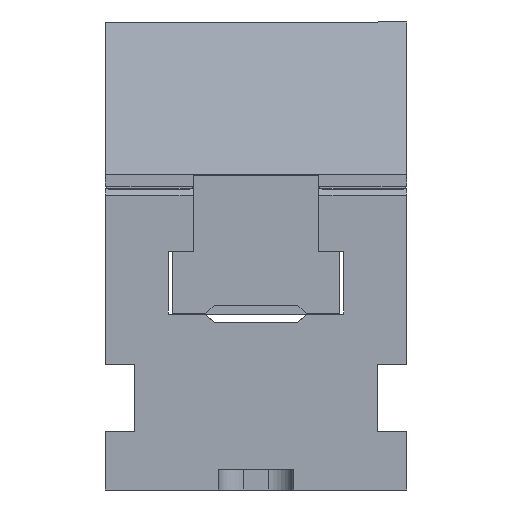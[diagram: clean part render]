
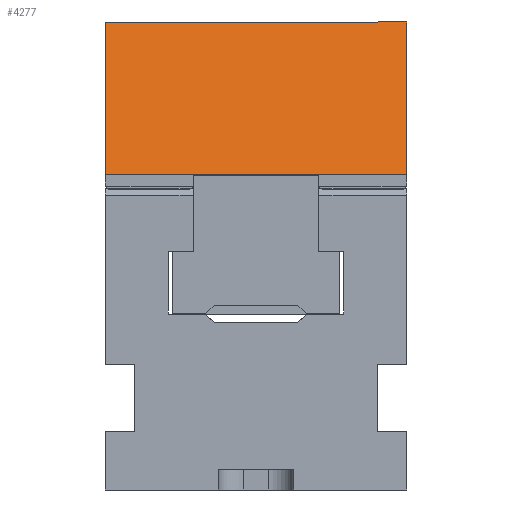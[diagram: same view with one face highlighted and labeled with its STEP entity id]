
A CAD part, front view. The second image highlights one B-rep face of the part: STEP entity #4277.
In plain terms, the highlighted face is planar.
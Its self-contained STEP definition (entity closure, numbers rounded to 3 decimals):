
#4277 = ADVANCED_FACE( '', ( #9936 ), #9937, .T. );
#9936 = FACE_OUTER_BOUND( '', #17176, .T. );
#9937 = PLANE( '', #17177 );
#17176 = EDGE_LOOP( '', ( #29440, #29441, #29442, #29443 ) );
#17177 = AXIS2_PLACEMENT_3D( '', #29444, #29445, #29446 );
#29440 = ORIENTED_EDGE( '', *, *, #48535, .F. );
#29441 = ORIENTED_EDGE( '', *, *, #48536, .F. );
#29442 = ORIENTED_EDGE( '', *, *, #48537, .T. );
#29443 = ORIENTED_EDGE( '', *, *, #48538, .T. );
#29444 = CARTESIAN_POINT( '', ( 36., 27.25, 40. ) );
#29445 = DIRECTION( '', ( 0., 0.966, 0.259 ) );
#29446 = DIRECTION( '', ( 0., -0.259, 0.966 ) );
#48535 = EDGE_CURVE( '', #60453, #60454, #60455, .T. );
#48536 = EDGE_CURVE( '', #60456, #60453, #60457, .T. );
#48537 = EDGE_CURVE( '', #60456, #60458, #60459, .T. );
#48538 = EDGE_CURVE( '', #60458, #60454, #60460, .T. );
#60453 = VERTEX_POINT( '', #77223 );
#60454 = VERTEX_POINT( '', #77224 );
#60455 = LINE( '', #77225, #77226 );
#60456 = VERTEX_POINT( '', #77227 );
#60457 = LINE( '', #77228, #77229 );
#60458 = VERTEX_POINT( '', #77230 );
#60459 = LINE( '', #77231, #77232 );
#60460 = LINE( '', #77233, #77234 );
#77223 = CARTESIAN_POINT( '', ( -36., 27.25, 40. ) );
#77224 = CARTESIAN_POINT( '', ( -36., 37., 3.613 ) );
#77225 = CARTESIAN_POINT( '', ( -36., 27.25, 40. ) );
#77226 = VECTOR( '', #89571, 1000. );
#77227 = CARTESIAN_POINT( '', ( 36., 27.25, 40. ) );
#77228 = CARTESIAN_POINT( '', ( 36., 27.25, 40. ) );
#77229 = VECTOR( '', #89572, 1000. );
#77230 = CARTESIAN_POINT( '', ( 36., 37., 3.613 ) );
#77231 = CARTESIAN_POINT( '', ( 36., 27.25, 40. ) );
#77232 = VECTOR( '', #89573, 1000. );
#77233 = CARTESIAN_POINT( '', ( 36., 37., 3.613 ) );
#77234 = VECTOR( '', #89574, 1000. );
#89571 = DIRECTION( '', ( 0., 0.259, -0.966 ) );
#89572 = DIRECTION( '', ( -1., 0., 0. ) );
#89573 = DIRECTION( '', ( 0., 0.259, -0.966 ) );
#89574 = DIRECTION( '', ( -1., 0., 0. ) );
